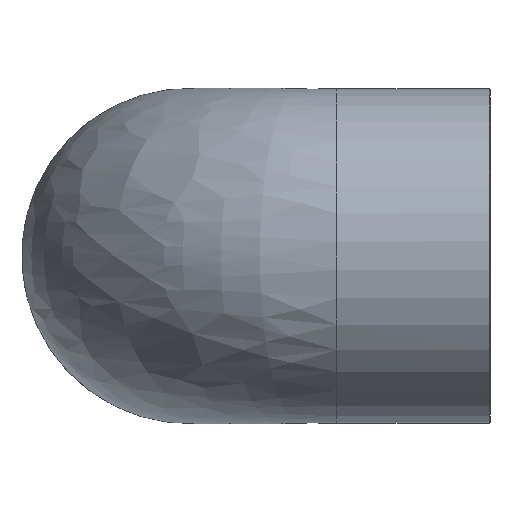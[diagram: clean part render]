
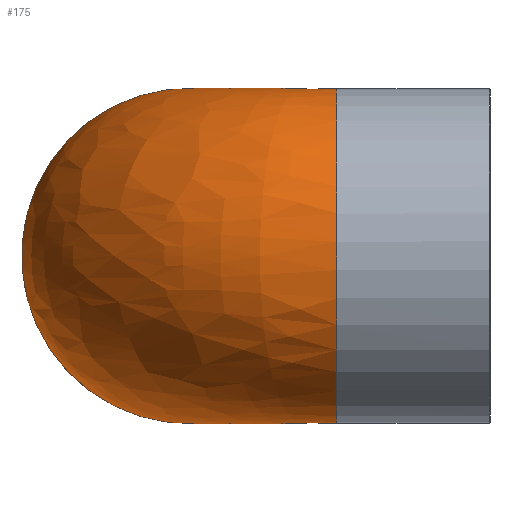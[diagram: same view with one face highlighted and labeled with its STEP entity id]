
A CAD part, left-side view. The second image highlights one B-rep face of the part: STEP entity #175.
In plain terms, the highlighted free-form (B-spline) face has degree [2, 2] with [9, 3] control points.
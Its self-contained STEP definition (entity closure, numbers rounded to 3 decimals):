
#41=CIRCLE('',#195,116.);
#42=CIRCLE('',#196,116.);
#55=(
BOUNDED_SURFACE()
B_SPLINE_SURFACE(2,2,((#330,#331,#332),(#333,#334,#335),(#336,#337,#338),
(#339,#340,#341),(#342,#343,#344),(#345,#346,#347),(#348,#349,#350),(#351,
#352,#353),(#354,#355,#356)),.UNSPECIFIED.,.F.,.F.,.F.)
B_SPLINE_SURFACE_WITH_KNOTS((3,2,2,2,3),(3,3),(-2.638,-1.319,
0.,1.319,2.638),(0.,1.571),
 .UNSPECIFIED.)
GEOMETRIC_REPRESENTATION_ITEM()
RATIONAL_B_SPLINE_SURFACE(((1.,0.707,1.),(0.79,
0.559,0.79),(1.,0.707,1.),(0.79,
0.559,0.79),(1.,0.707,1.),(0.79,
0.559,0.79),(1.,0.707,1.),(0.79,
0.559,0.79),(1.,0.707,1.)))
REPRESENTATION_ITEM('')
SURFACE()
);
#57=FACE_OUTER_BOUND('',#72,.T.);
#72=EDGE_LOOP('',(#141,#142,#143,#144));
#99=ELLIPSE('',#191,0.533,0.5);
#101=ELLIPSE('',#193,0.533,0.5);
#103=VERTEX_POINT('',#322);
#104=VERTEX_POINT('',#323);
#105=VERTEX_POINT('',#325);
#106=VERTEX_POINT('',#327);
#119=EDGE_CURVE('',#103,#104,#99,.T.);
#121=EDGE_CURVE('',#106,#105,#101,.T.);
#123=EDGE_CURVE('',#105,#103,#41,.T.);
#124=EDGE_CURVE('',#106,#104,#42,.T.);
#141=ORIENTED_EDGE('',*,*,#121,.T.);
#142=ORIENTED_EDGE('',*,*,#123,.T.);
#143=ORIENTED_EDGE('',*,*,#119,.T.);
#144=ORIENTED_EDGE('',*,*,#124,.F.);
#175=ADVANCED_FACE('',(#57),#55,.F.);
#191=AXIS2_PLACEMENT_3D('',#324,#224,#225);
#193=AXIS2_PLACEMENT_3D('',#328,#228,#229);
#195=AXIS2_PLACEMENT_3D('',#357,#232,#233);
#196=AXIS2_PLACEMENT_3D('',#358,#234,#235);
#224=DIRECTION('center_axis',(0.215,-0.215,-0.953));
#225=DIRECTION('ref_axis',(-0.674,0.674,-0.304));
#228=DIRECTION('center_axis',(0.215,-0.215,0.953));
#229=DIRECTION('ref_axis',(0.674,-0.674,-0.304));
#232=DIRECTION('center_axis',(0.,1.,0.));
#233=DIRECTION('ref_axis',(-1.,0.,0.));
#234=DIRECTION('center_axis',(1.,0.,0.));
#235=DIRECTION('ref_axis',(0.,1.,0.));
#322=CARTESIAN_POINT('',(101.562,106.,56.046));
#323=CARTESIAN_POINT('',(102.,106.438,56.046));
#324=CARTESIAN_POINT('Origin',(102.063,105.937,56.173));
#325=CARTESIAN_POINT('',(101.562,106.,-56.046));
#327=CARTESIAN_POINT('',(102.,106.438,-56.046));
#328=CARTESIAN_POINT('Origin',(102.063,105.937,-56.173));
#330=CARTESIAN_POINT('Ctrl Pts',(101.587,106.,56.001));
#331=CARTESIAN_POINT('Ctrl Pts',(101.587,106.413,56.001));
#332=CARTESIAN_POINT('Ctrl Pts',(102.,106.413,56.001));
#333=CARTESIAN_POINT('Ctrl Pts',(58.174,106.,134.753));
#334=CARTESIAN_POINT('Ctrl Pts',(58.174,149.826,134.753));
#335=CARTESIAN_POINT('Ctrl Pts',(102.,149.826,134.753));
#336=CARTESIAN_POINT('Ctrl Pts',(-28.913,106.,112.339));
#337=CARTESIAN_POINT('Ctrl Pts',(-28.913,236.913,112.339));
#338=CARTESIAN_POINT('Ctrl Pts',(102.,236.913,112.339));
#339=CARTESIAN_POINT('Ctrl Pts',(-116.,106.,89.925));
#340=CARTESIAN_POINT('Ctrl Pts',(-116.,324.,89.925));
#341=CARTESIAN_POINT('Ctrl Pts',(102.,324.,89.925));
#342=CARTESIAN_POINT('Ctrl Pts',(-116.,106.,0.));
#343=CARTESIAN_POINT('Ctrl Pts',(-116.,324.,0.));
#344=CARTESIAN_POINT('Ctrl Pts',(102.,324.,0.));
#345=CARTESIAN_POINT('Ctrl Pts',(-116.,106.,-89.925));
#346=CARTESIAN_POINT('Ctrl Pts',(-116.,324.,-89.925));
#347=CARTESIAN_POINT('Ctrl Pts',(102.,324.,-89.925));
#348=CARTESIAN_POINT('Ctrl Pts',(-28.913,106.,-112.339));
#349=CARTESIAN_POINT('Ctrl Pts',(-28.913,236.913,-112.339));
#350=CARTESIAN_POINT('Ctrl Pts',(102.,236.913,-112.339));
#351=CARTESIAN_POINT('Ctrl Pts',(58.174,106.,-134.753));
#352=CARTESIAN_POINT('Ctrl Pts',(58.174,149.826,-134.753));
#353=CARTESIAN_POINT('Ctrl Pts',(102.,149.826,-134.753));
#354=CARTESIAN_POINT('Ctrl Pts',(101.587,106.,-56.001));
#355=CARTESIAN_POINT('Ctrl Pts',(101.587,106.413,-56.001));
#356=CARTESIAN_POINT('Ctrl Pts',(102.,106.413,-56.001));
#357=CARTESIAN_POINT('Origin',(0.,106.,0.));
#358=CARTESIAN_POINT('Origin',(102.,208.,0.));
